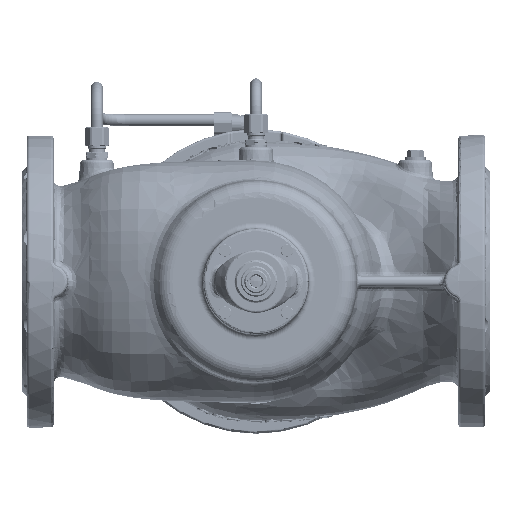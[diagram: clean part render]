
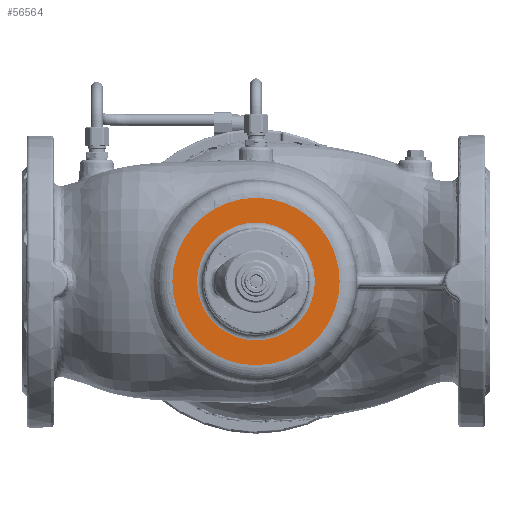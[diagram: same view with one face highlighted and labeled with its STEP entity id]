
A CAD part, front view. The second image highlights one B-rep face of the part: STEP entity #56564.
In plain terms, the highlighted planar face has unit normal (0, -1, 0).
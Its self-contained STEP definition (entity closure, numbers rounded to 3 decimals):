
#10542=CARTESIAN_POINT('',(0.,-143.,0.));
#10543=DIRECTION('',(0.,1.,0.));
#10544=DIRECTION('',(1.,0.,0.));
#10545=AXIS2_PLACEMENT_3D('',#10542,#10543,#10544);
#10547=CARTESIAN_POINT('',(0.,-143.,0.));
#10548=DIRECTION('',(0.,1.,0.));
#10549=DIRECTION('',(0.001,0.,-1.));
#10550=AXIS2_PLACEMENT_3D('',#10547,#10548,#10549);
#10552=CARTESIAN_POINT('',(0.,-143.,0.));
#10553=DIRECTION('',(0.,1.,0.));
#10554=DIRECTION('',(-1.,0.,0.003));
#10555=AXIS2_PLACEMENT_3D('',#10552,#10553,#10554);
#10557=CARTESIAN_POINT('',(0.,-143.,0.));
#10558=DIRECTION('',(0.,1.,0.));
#10559=DIRECTION('',(-0.001,0.,1.));
#10560=AXIS2_PLACEMENT_3D('',#10557,#10558,#10559);
#10562=CARTESIAN_POINT('',(0.,-143.,0.));
#10563=DIRECTION('',(0.,-1.,0.));
#10564=DIRECTION('',(-1.,0.,0.));
#10565=AXIS2_PLACEMENT_3D('',#10562,#10563,#10564);
#10567=CARTESIAN_POINT('',(0.,-143.,0.));
#10568=DIRECTION('',(0.,-1.,0.));
#10569=DIRECTION('',(1.,0.,0.));
#10570=AXIS2_PLACEMENT_3D('',#10567,#10568,#10569);
#26874=CARTESIAN_POINT('',(50.341,-143.,0.));
#26875=CARTESIAN_POINT('',(-50.341,-143.,0.));
#26876=VERTEX_POINT('',#26874);
#26877=VERTEX_POINT('',#26875);
#26878=CARTESIAN_POINT('',(0.106,-143.,-71.497));
#26879=CARTESIAN_POINT('',(-71.497,-143.,0.236));
#26880=VERTEX_POINT('',#26878);
#26881=VERTEX_POINT('',#26879);
#26882=CARTESIAN_POINT('',(71.498,-143.,0.));
#26883=VERTEX_POINT('',#26882);
#26884=CARTESIAN_POINT('',(-0.106,-143.,71.497));
#26885=VERTEX_POINT('',#26884);
#56548=CARTESIAN_POINT('',(0.,-143.,0.));
#56549=DIRECTION('',(0.,-1.,0.));
#56550=DIRECTION('',(-1.,0.,0.));
#56551=AXIS2_PLACEMENT_3D('',#56548,#56549,#56550);
#56552=PLANE('',#56551);
#56553=ORIENTED_EDGE('',*,*,#45711,.T.);
#56554=ORIENTED_EDGE('',*,*,#45709,.T.);
#56555=ORIENTED_EDGE('',*,*,#45687,.T.);
#56556=ORIENTED_EDGE('',*,*,#45685,.T.);
#56557=EDGE_LOOP('',(#56553,#56554,#56555,#56556));
#56558=FACE_OUTER_BOUND('',#56557,.F.);
#56560=ORIENTED_EDGE('',*,*,#56559,.T.);
#56561=ORIENTED_EDGE('',*,*,#56538,.T.);
#56562=EDGE_LOOP('',(#56560,#56561));
#56563=FACE_BOUND('',#56562,.F.);
#56564=ADVANCED_FACE('',(#56558,#56563),#56552,.T.);
#10546=CIRCLE('',#10545,71.498);
#10551=CIRCLE('',#10550,71.498);
#10556=CIRCLE('',#10555,71.498);
#10561=CIRCLE('',#10560,71.498);
#10566=CIRCLE('',#10565,50.341);
#10571=CIRCLE('',#10570,50.341);
#45685=EDGE_CURVE('',#26885,#26883,#10561,.T.);
#45687=EDGE_CURVE('',#26881,#26885,#10556,.T.);
#45709=EDGE_CURVE('',#26880,#26881,#10551,.T.);
#45711=EDGE_CURVE('',#26883,#26880,#10546,.T.);
#56538=EDGE_CURVE('',#26876,#26877,#10571,.T.);
#56559=EDGE_CURVE('',#26877,#26876,#10566,.T.);
